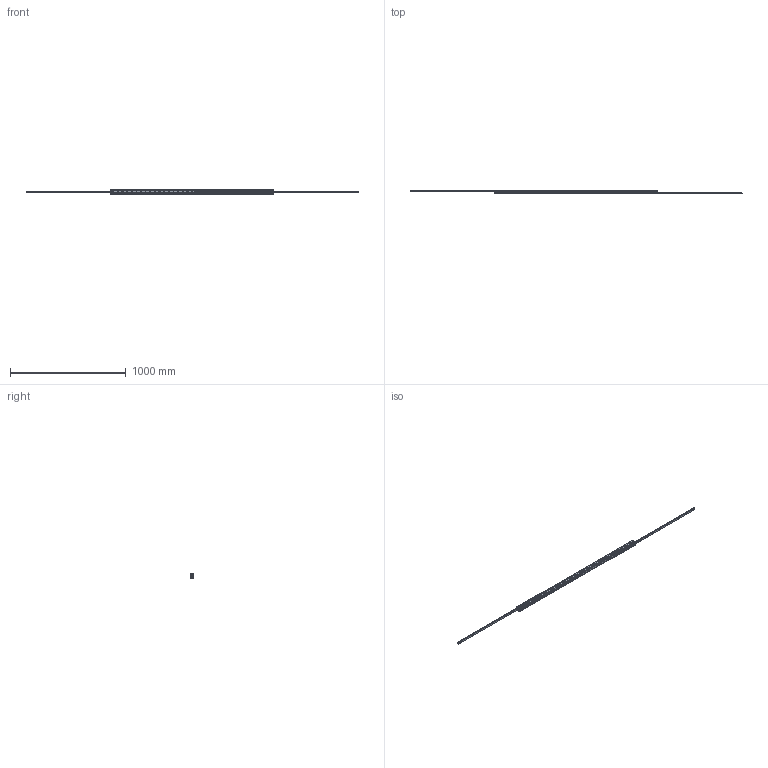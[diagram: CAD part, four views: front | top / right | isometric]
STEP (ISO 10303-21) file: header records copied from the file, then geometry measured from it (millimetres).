
FILE_DESCRIPTION((''),'2;1');
FILE_NAME('LCAH 35-1410.GD.stp','2016-01-14T15:43:32',('MRathmann'),(''),'Autodesk Inventor 2012','Autodesk Inventor 2012','');
FILE_SCHEMA(('CONFIG_CONTROL_DESIGN'));
Length unit declared in the file: millimetre
Products named in the file (8): LCAH 35-1410.GD.iam (Detailgenauigkeit1); LCH 35-1410; LLMG 35-1410; LLMD 35-1410; KF.LCA 35-0680.GZ; + AS.L 35 5x3,2; + VKB.L 35 5x10; + AS.L 35 M5x3,2
Assembly tree (16 placements, depth 2):
  LCAH 35-1410.GD.iam (Detailgenauigkeit1)
    LCH 35-1410  x2
    LLMG 35-1410
    LLMD 35-1410
    KF.LCA 35-0680.GZ  x2
    + AS.L 35 5x3,2  x4
    + VKB.L 35 5x10  x4
    + AS.L 35 M5x3,2  x2
Bounding box: 2865 x 34 x 35 mm (x, y, z)
Volume: 1045802.9 mm3; surface area: 645471.9 mm2
Topology: 16 solids, 16 shells, 604 faces, 1574 edges, 1044 vertices
Faces by surface type: cylinder 310, plane 248, cone 46
Full cylindrical faces by diameter (mm): 4.134 x4, 4.8 x4, 4.917 x18, 5 x14, 5.1 x70, 6 x6, 6.5 x18, 11 x70
Entity records: 11030 total; most frequent: CARTESIAN_POINT 2411, DIRECTION 1816, ORIENTED_EDGE 1434, AXIS2_PLACEMENT_3D 772, EDGE_CURVE 717, EDGE_LOOP 692, VERTEX_POINT 559, CIRCLE 399
